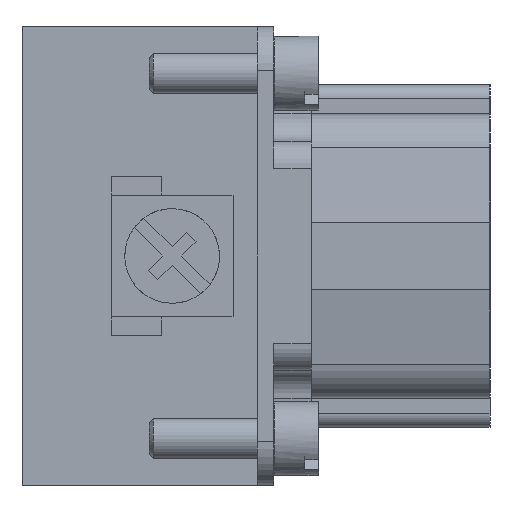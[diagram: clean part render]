
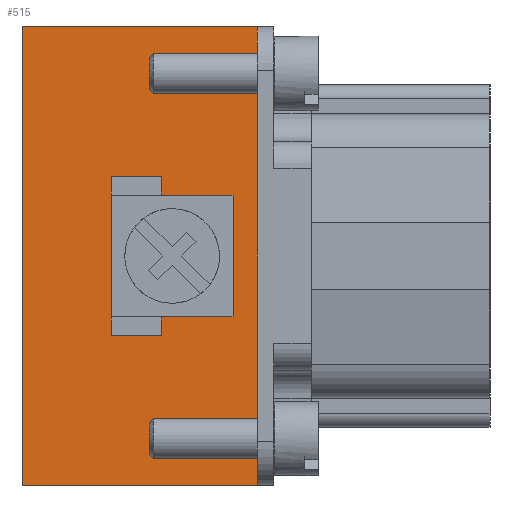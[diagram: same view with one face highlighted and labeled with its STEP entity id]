
A CAD part, left-side view. The second image highlights one B-rep face of the part: STEP entity #515.
In plain terms, the highlighted planar face has unit normal (-1, 0, 0).
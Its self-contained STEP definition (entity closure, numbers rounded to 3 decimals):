
#515 = ADVANCED_FACE( '', ( #1472, #1473 ), #1474, .F. );
#1472 = FACE_BOUND( '', #2492, .T. );
#1473 = FACE_OUTER_BOUND( '', #2493, .T. );
#1474 = PLANE( '', #2494 );
#2492 = EDGE_LOOP( '', ( #5470, #5471, #5472, #5473, #5474, #5475, #5476, #5477 ) );
#2493 = EDGE_LOOP( '', ( #5478, #5479, #5480, #5481 ) );
#2494 = AXIS2_PLACEMENT_3D( '', #5482, #5483, #5484 );
#5470 = ORIENTED_EDGE( '', *, *, #6847, .T. );
#5471 = ORIENTED_EDGE( '', *, *, #6848, .F. );
#5472 = ORIENTED_EDGE( '', *, *, #6849, .T. );
#5473 = ORIENTED_EDGE( '', *, *, #6850, .T. );
#5474 = ORIENTED_EDGE( '', *, *, #6851, .T. );
#5475 = ORIENTED_EDGE( '', *, *, #6852, .F. );
#5476 = ORIENTED_EDGE( '', *, *, #6853, .F. );
#5477 = ORIENTED_EDGE( '', *, *, #6854, .T. );
#5478 = ORIENTED_EDGE( '', *, *, #6845, .F. );
#5479 = ORIENTED_EDGE( '', *, *, #6670, .F. );
#5480 = ORIENTED_EDGE( '', *, *, #6855, .F. );
#5481 = ORIENTED_EDGE( '', *, *, #6683, .F. );
#5482 = CARTESIAN_POINT( '', ( -46.3, 0., 0. ) );
#5483 = DIRECTION( '', ( 1., 0., 0. ) );
#5484 = DIRECTION( '', ( 0., 0., -1. ) );
#6670 = EDGE_CURVE( '', #8206, #8208, #8209, .T. );
#6683 = EDGE_CURVE( '', #8227, #8222, #8229, .T. );
#6845 = EDGE_CURVE( '', #8208, #8227, #8506, .T. );
#6847 = EDGE_CURVE( '', #8508, #8509, #8510, .T. );
#6848 = EDGE_CURVE( '', #8511, #8509, #8512, .T. );
#6849 = EDGE_CURVE( '', #8511, #8513, #8514, .T. );
#6850 = EDGE_CURVE( '', #8513, #8515, #8516, .T. );
#6851 = EDGE_CURVE( '', #8515, #8517, #8518, .T. );
#6852 = EDGE_CURVE( '', #8519, #8517, #8520, .T. );
#6853 = EDGE_CURVE( '', #8521, #8519, #8522, .T. );
#6854 = EDGE_CURVE( '', #8521, #8508, #8523, .T. );
#6855 = EDGE_CURVE( '', #8222, #8206, #8524, .T. );
#8206 = VERTEX_POINT( '', #10447 );
#8208 = VERTEX_POINT( '', #10450 );
#8209 = LINE( '', #10451, #10452 );
#8222 = VERTEX_POINT( '', #10473 );
#8227 = VERTEX_POINT( '', #10481 );
#8229 = LINE( '', #10484, #10485 );
#8506 = LINE( '', #10894, #10895 );
#8508 = VERTEX_POINT( '', #10898 );
#8509 = VERTEX_POINT( '', #10899 );
#8510 = LINE( '', #10900, #10901 );
#8511 = VERTEX_POINT( '', #10902 );
#8512 = LINE( '', #10903, #10904 );
#8513 = VERTEX_POINT( '', #10905 );
#8514 = LINE( '', #10906, #10907 );
#8515 = VERTEX_POINT( '', #10908 );
#8516 = LINE( '', #10909, #10910 );
#8517 = VERTEX_POINT( '', #10911 );
#8518 = LINE( '', #10912, #10913 );
#8519 = VERTEX_POINT( '', #10914 );
#8520 = LINE( '', #10915, #10916 );
#8521 = VERTEX_POINT( '', #10917 );
#8522 = LINE( '', #10918, #10919 );
#8523 = LINE( '', #10920, #10921 );
#8524 = LINE( '', #10922, #10923 );
#10447 = CARTESIAN_POINT( '', ( -46.3, 0., -17. ) );
#10450 = CARTESIAN_POINT( '', ( -46.3, 17.4, -17. ) );
#10451 = CARTESIAN_POINT( '', ( -46.3, 0., -17. ) );
#10452 = VECTOR( '', #12277, 1000. );
#10473 = CARTESIAN_POINT( '', ( -46.3, 0., 17. ) );
#10481 = CARTESIAN_POINT( '', ( -46.3, 17.4, 17. ) );
#10484 = CARTESIAN_POINT( '', ( -46.3, 17.4, 17. ) );
#10485 = VECTOR( '', #12290, 1000. );
#10894 = CARTESIAN_POINT( '', ( -46.3, 17.4, -17. ) );
#10895 = VECTOR( '', #12510, 1000. );
#10898 = CARTESIAN_POINT( '', ( -46.3, 7.1, 5.9 ) );
#10899 = CARTESIAN_POINT( '', ( -46.3, 7.1, 4.5 ) );
#10900 = CARTESIAN_POINT( '', ( -46.3, 7.1, 5.9 ) );
#10901 = VECTOR( '', #12512, 1000. );
#10902 = CARTESIAN_POINT( '', ( -46.3, 1.8, 4.5 ) );
#10903 = CARTESIAN_POINT( '', ( -46.3, 1.8, 4.5 ) );
#10904 = VECTOR( '', #12513, 1000. );
#10905 = CARTESIAN_POINT( '', ( -46.3, 1.8, -4.5 ) );
#10906 = CARTESIAN_POINT( '', ( -46.3, 1.8, 4.5 ) );
#10907 = VECTOR( '', #12514, 1000. );
#10908 = CARTESIAN_POINT( '', ( -46.3, 7.1, -4.5 ) );
#10909 = CARTESIAN_POINT( '', ( -46.3, 1.8, -4.5 ) );
#10910 = VECTOR( '', #12515, 1000. );
#10911 = CARTESIAN_POINT( '', ( -46.3, 7.1, -5.9 ) );
#10912 = CARTESIAN_POINT( '', ( -46.3, 7.1, 5.9 ) );
#10913 = VECTOR( '', #12516, 1000. );
#10914 = CARTESIAN_POINT( '', ( -46.3, 10.8, -5.9 ) );
#10915 = CARTESIAN_POINT( '', ( -46.3, 10.8, -5.9 ) );
#10916 = VECTOR( '', #12517, 1000. );
#10917 = CARTESIAN_POINT( '', ( -46.3, 10.8, 5.9 ) );
#10918 = CARTESIAN_POINT( '', ( -46.3, 10.8, 5.9 ) );
#10919 = VECTOR( '', #12518, 1000. );
#10920 = CARTESIAN_POINT( '', ( -46.3, 10.8, 5.9 ) );
#10921 = VECTOR( '', #12519, 1000. );
#10922 = CARTESIAN_POINT( '', ( -46.3, 0., 17. ) );
#10923 = VECTOR( '', #12520, 1000. );
#12277 = DIRECTION( '', ( 0., 1., 0. ) );
#12290 = DIRECTION( '', ( 0., -1., 0. ) );
#12510 = DIRECTION( '', ( 0., 0., 1. ) );
#12512 = DIRECTION( '', ( 0., 0., -1. ) );
#12513 = DIRECTION( '', ( 0., 1., 0. ) );
#12514 = DIRECTION( '', ( 0., 0., -1. ) );
#12515 = DIRECTION( '', ( 0., 1., 0. ) );
#12516 = DIRECTION( '', ( 0., 0., -1. ) );
#12517 = DIRECTION( '', ( 0., -1., 0. ) );
#12518 = DIRECTION( '', ( 0., 0., -1. ) );
#12519 = DIRECTION( '', ( 0., -1., 0. ) );
#12520 = DIRECTION( '', ( 0., 0., -1. ) );
